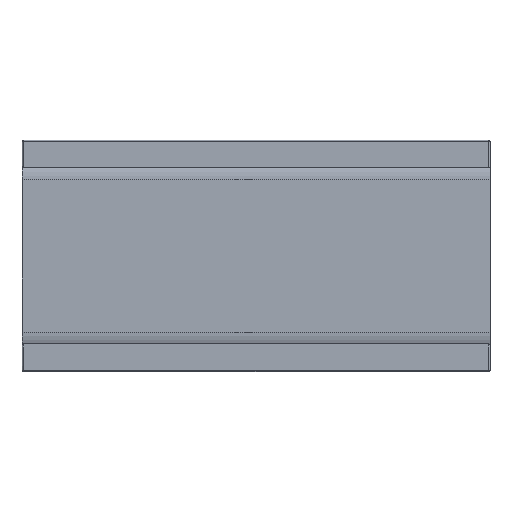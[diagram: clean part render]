
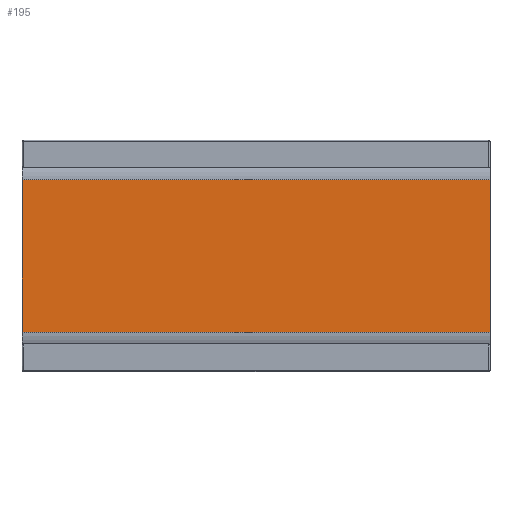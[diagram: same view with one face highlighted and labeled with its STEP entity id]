
A CAD part, top view. The second image highlights one B-rep face of the part: STEP entity #195.
In plain terms, the highlighted planar face has unit normal (0, 0, 1).
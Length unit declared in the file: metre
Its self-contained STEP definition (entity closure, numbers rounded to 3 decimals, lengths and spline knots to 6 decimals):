
#195=ADVANCED_FACE('0:112',(#365),#366,.T.);
#365=FACE_OUTER_BOUND('',#545,.T.);
#366=PLANE('',#546);
#545=EDGE_LOOP('',(#945,#946,#947,#948));
#546=AXIS2_PLACEMENT_3D('',#949,#950,#951);
#945=ORIENTED_EDGE('',*,*,#1318,.F.);
#946=ORIENTED_EDGE('',*,*,#1309,.T.);
#947=ORIENTED_EDGE('',*,*,#1319,.F.);
#948=ORIENTED_EDGE('',*,*,#1314,.T.);
#949=CARTESIAN_POINT('',(0.0,0.0,0.000542));
#950=DIRECTION('',(0.0,0.0,1.0));
#951=DIRECTION('',(1.0,0.0,0.0));
#1309=EDGE_CURVE('0:127',#1483,#1480,#1484,.F.);
#1314=EDGE_CURVE('0:139',#1492,#1489,#1493,.F.);
#1318=EDGE_CURVE('0:148',#1483,#1489,#1498,.T.);
#1319=EDGE_CURVE('0:151',#1492,#1480,#1499,.T.);
#1480=VERTEX_POINT('',#1716);
#1483=VERTEX_POINT('',#1719);
#1484=LINE('',#1720,#1721);
#1489=VERTEX_POINT('',#1727);
#1492=VERTEX_POINT('',#1730);
#1493=LINE('',#1731,#1732);
#1498=LINE('',#1738,#1739);
#1499=LINE('',#1740,#1741);
#1716=CARTESIAN_POINT('',(-0.00245,0.000797,0.000542));
#1719=CARTESIAN_POINT('',(0.00245,0.000797,0.000542));
#1720=CARTESIAN_POINT('',(-0.00245,0.000797,0.000542));
#1721=VECTOR('',#2085,1.0);
#1727=CARTESIAN_POINT('',(0.00245,-0.000797,0.000542));
#1730=CARTESIAN_POINT('',(-0.00245,-0.000797,0.000542));
#1731=CARTESIAN_POINT('',(0.00245,-0.000797,0.000542));
#1732=VECTOR('',#2093,1.0);
#1738=CARTESIAN_POINT('',(0.00245,0.0,0.000542));
#1739=VECTOR('',#2098,1.0);
#1740=CARTESIAN_POINT('',(-0.00245,0.0,0.000542));
#1741=VECTOR('',#2099,1.0);
#2085=DIRECTION('',(1.0,0.0,0.0));
#2093=DIRECTION('',(-1.0,0.0,0.0));
#2098=DIRECTION('',(0.0,-1.0,0.0));
#2099=DIRECTION('',(0.0,1.0,0.0));
